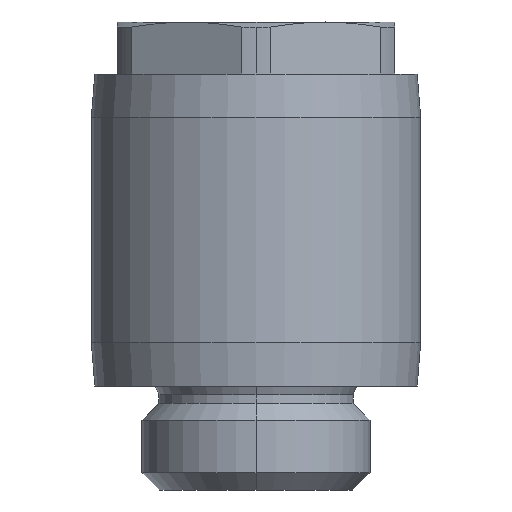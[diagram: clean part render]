
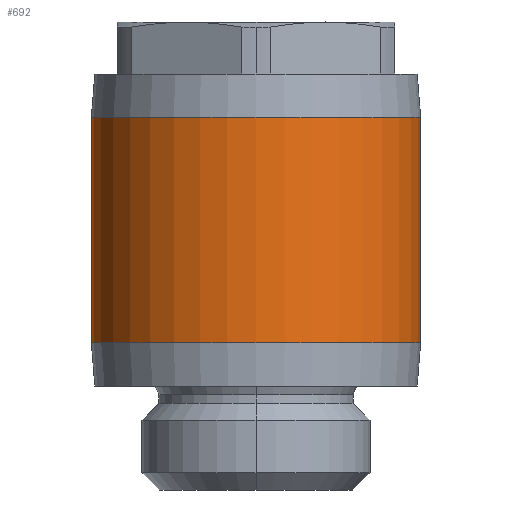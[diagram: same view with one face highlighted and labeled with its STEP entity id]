
A CAD part, left-side view. The second image highlights one B-rep face of the part: STEP entity #692.
In plain terms, the highlighted cylindrical face has radius 9.5 mm (diameter 19 mm), a partial arc.
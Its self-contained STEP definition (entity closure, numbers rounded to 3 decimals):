
#58 = DIRECTION ( 'NONE',  ( 0., 0., 1. ) ) ;
#516 = CIRCLE ( 'NONE', #10422, 9.5 ) ;
#634 = ORIENTED_EDGE ( 'NONE', *, *, #8586, .T. ) ;
#652 = DIRECTION ( 'NONE',  ( -1., 0., 0. ) ) ;
#692 = ADVANCED_FACE ( 'NONE', ( #9288 ), #4583, .T. ) ;
#1333 = ORIENTED_EDGE ( 'NONE', *, *, #9914, .F. ) ;
#2733 = VERTEX_POINT ( 'NONE', #12166 ) ;
#4064 = VERTEX_POINT ( 'NONE', #8542 ) ;
#4400 = CARTESIAN_POINT ( 'NONE',  ( 4.9, 9.5, 5.8 ) ) ;
#4583 = CYLINDRICAL_SURFACE ( 'NONE', #12176, 9.5 ) ;
#5025 = AXIS2_PLACEMENT_3D ( 'NONE', #10969, #7155, #652 ) ;
#6401 = EDGE_LOOP ( 'NONE', ( #1333, #14446, #634, #16543 ) ) ;
#6638 = VERTEX_POINT ( 'NONE', #7366 ) ;
#7155 = DIRECTION ( 'NONE',  ( 0., 0., -1. ) ) ;
#7366 = CARTESIAN_POINT ( 'NONE',  ( 4.9, -9.5, -7.2 ) ) ;
#7370 = DIRECTION ( 'NONE',  ( 0., 0., -1. ) ) ;
#7464 = CARTESIAN_POINT ( 'NONE',  ( 4.9, 0., -0.7 ) ) ;
#7482 = CARTESIAN_POINT ( 'NONE',  ( 4.9, 9.5, -0.7 ) ) ;
#8542 = CARTESIAN_POINT ( 'NONE',  ( 4.9, 9.5, -7.2 ) ) ;
#8586 = EDGE_CURVE ( 'NONE', #13596, #2733, #516, .T. ) ;
#9288 = FACE_OUTER_BOUND ( 'NONE', #6401, .T. ) ;
#9789 = CIRCLE ( 'NONE', #5025, 9.5 ) ;
#9914 = EDGE_CURVE ( 'NONE', #4064, #6638, #9789, .T. ) ;
#9927 = CARTESIAN_POINT ( 'NONE',  ( 4.9, 0., 5.8 ) ) ;
#9947 = EDGE_CURVE ( 'NONE', #4064, #13596, #15466, .T. ) ;
#10422 = AXIS2_PLACEMENT_3D ( 'NONE', #9927, #7370, #13665 ) ;
#10466 = DIRECTION ( 'NONE',  ( 0., -1., 0. ) ) ;
#10969 = CARTESIAN_POINT ( 'NONE',  ( 4.9, 0., -7.2 ) ) ;
#11217 = EDGE_CURVE ( 'NONE', #6638, #2733, #11237, .T. ) ;
#11237 = LINE ( 'NONE', #14307, #16094 ) ;
#11602 = VECTOR ( 'NONE', #12702, 1000. ) ;
#12166 = CARTESIAN_POINT ( 'NONE',  ( 4.9, -9.5, 5.8 ) ) ;
#12176 = AXIS2_PLACEMENT_3D ( 'NONE', #7464, #14046, #10466 ) ;
#12702 = DIRECTION ( 'NONE',  ( 0., 0., 1. ) ) ;
#13596 = VERTEX_POINT ( 'NONE', #4400 ) ;
#13665 = DIRECTION ( 'NONE',  ( 0., -1., 0. ) ) ;
#14046 = DIRECTION ( 'NONE',  ( 0., 0., 1. ) ) ;
#14307 = CARTESIAN_POINT ( 'NONE',  ( 4.9, -9.5, -0.7 ) ) ;
#14446 = ORIENTED_EDGE ( 'NONE', *, *, #9947, .T. ) ;
#15466 = LINE ( 'NONE', #7482, #11602 ) ;
#16094 = VECTOR ( 'NONE', #58, 1000. ) ;
#16543 = ORIENTED_EDGE ( 'NONE', *, *, #11217, .F. ) ;
